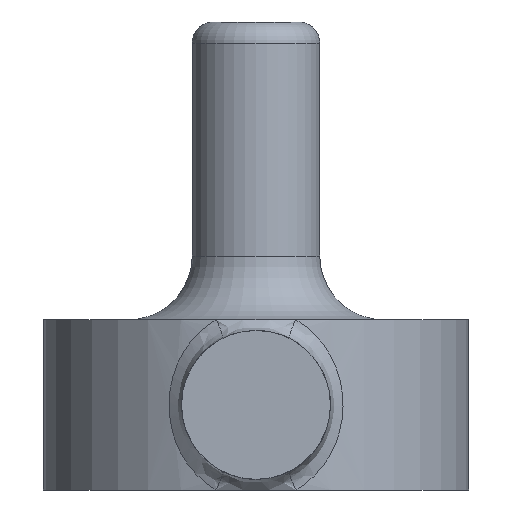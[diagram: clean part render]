
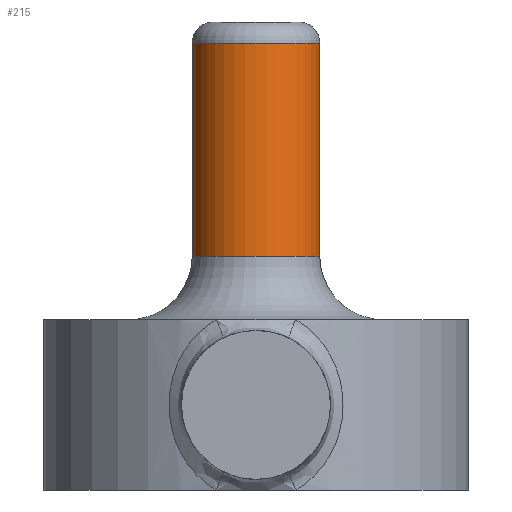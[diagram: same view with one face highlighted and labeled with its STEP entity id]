
A CAD part, front view. The second image highlights one B-rep face of the part: STEP entity #215.
In plain terms, the highlighted cylindrical face has radius 3 mm (diameter 6 mm), a partial arc.
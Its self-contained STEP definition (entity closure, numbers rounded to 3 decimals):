
#9 = VECTOR ( 'NONE', #79, 1000. ) ;
#11 = CARTESIAN_POINT ( 'NONE',  ( -3., 0., 17. ) ) ;
#18 = CYLINDRICAL_SURFACE ( 'NONE', #96, 3. ) ;
#56 = CARTESIAN_POINT ( 'NONE',  ( 0., 0., 17. ) ) ;
#79 = DIRECTION ( 'NONE',  ( 0., 0., -1. ) ) ;
#83 = DIRECTION ( 'NONE',  ( 0., 0., -1. ) ) ;
#96 = AXIS2_PLACEMENT_3D ( 'NONE', #365, #585, #722 ) ;
#116 = ORIENTED_EDGE ( 'NONE', *, *, #370, .T. ) ;
#138 = ORIENTED_EDGE ( 'NONE', *, *, #452, .F. ) ;
#165 = VERTEX_POINT ( 'NONE', #504 ) ;
#215 = ADVANCED_FACE ( 'NONE', ( #801 ), #18, .T. ) ;
#225 = AXIS2_PLACEMENT_3D ( 'NONE', #56, #773, #838 ) ;
#232 = LINE ( 'NONE', #597, #513 ) ;
#233 = CARTESIAN_POINT ( 'NONE',  ( -3., 0., 18. ) ) ;
#306 = EDGE_LOOP ( 'NONE', ( #594, #455, #116, #138 ) ) ;
#307 = CARTESIAN_POINT ( 'NONE',  ( 0., 0., 7. ) ) ;
#365 = CARTESIAN_POINT ( 'NONE',  ( 0., 0., 18. ) ) ;
#370 = EDGE_CURVE ( 'NONE', #660, #165, #618, .T. ) ;
#452 = EDGE_CURVE ( 'NONE', #879, #165, #232, .T. ) ;
#455 = ORIENTED_EDGE ( 'NONE', *, *, #624, .T. ) ;
#504 = CARTESIAN_POINT ( 'NONE',  ( 3., 0., 7. ) ) ;
#513 = VECTOR ( 'NONE', #83, 1000. ) ;
#521 = CARTESIAN_POINT ( 'NONE',  ( 3., 0., 17. ) ) ;
#567 = LINE ( 'NONE', #233, #9 ) ;
#585 = DIRECTION ( 'NONE',  ( 0., 0., -1. ) ) ;
#586 = VERTEX_POINT ( 'NONE', #11 ) ;
#592 = CIRCLE ( 'NONE', #225, 3. ) ;
#594 = ORIENTED_EDGE ( 'NONE', *, *, #713, .T. ) ;
#597 = CARTESIAN_POINT ( 'NONE',  ( 3., 0., 18. ) ) ;
#618 = CIRCLE ( 'NONE', #772, 3. ) ;
#624 = EDGE_CURVE ( 'NONE', #586, #660, #567, .T. ) ;
#660 = VERTEX_POINT ( 'NONE', #857 ) ;
#713 = EDGE_CURVE ( 'NONE', #879, #586, #592, .T. ) ;
#714 = DIRECTION ( 'NONE',  ( -1., 0., 0. ) ) ;
#722 = DIRECTION ( 'NONE',  ( 1., 0., 0. ) ) ;
#772 = AXIS2_PLACEMENT_3D ( 'NONE', #307, #854, #714 ) ;
#773 = DIRECTION ( 'NONE',  ( 0., 0., -1. ) ) ;
#801 = FACE_OUTER_BOUND ( 'NONE', #306, .T. ) ;
#838 = DIRECTION ( 'NONE',  ( -1., 0., 0. ) ) ;
#854 = DIRECTION ( 'NONE',  ( 0., 0., 1. ) ) ;
#857 = CARTESIAN_POINT ( 'NONE',  ( -3., 0., 7. ) ) ;
#879 = VERTEX_POINT ( 'NONE', #521 ) ;
